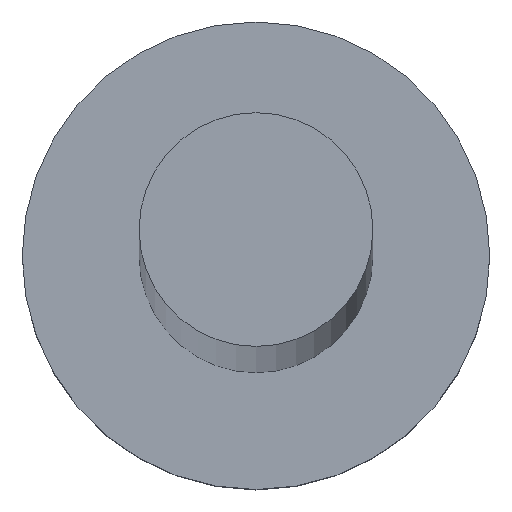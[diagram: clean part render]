
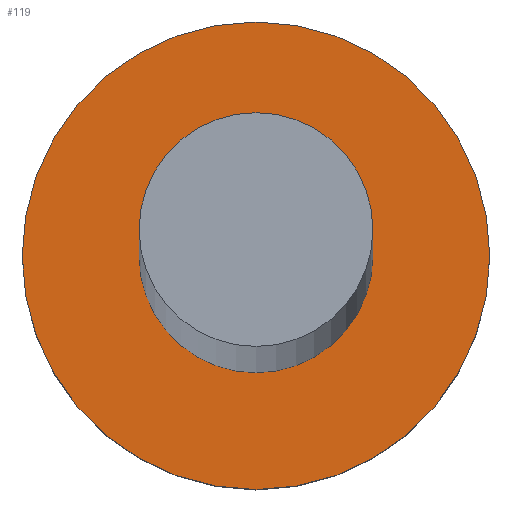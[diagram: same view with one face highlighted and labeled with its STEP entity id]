
A CAD part, top view. The second image highlights one B-rep face of the part: STEP entity #119.
In plain terms, the highlighted planar face has unit normal (0, 0, 1).
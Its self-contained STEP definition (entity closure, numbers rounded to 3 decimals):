
#11 = DIRECTION ( 'NONE',  ( 0., 0., 1. ) ) ;
#39 = CARTESIAN_POINT ( 'NONE',  ( 0., 0., 3. ) ) ;
#56 = CARTESIAN_POINT ( 'NONE',  ( 0., 0., 3. ) ) ;
#119 = ADVANCED_FACE ( 'NONE', ( #1439, #421 ), #294, .T. ) ;
#294 = PLANE ( 'NONE',  #1358 ) ;
#309 = DIRECTION ( 'NONE',  ( 1., 0., 0. ) ) ;
#365 = DIRECTION ( 'NONE',  ( 1., 0., 0. ) ) ;
#382 = EDGE_CURVE ( 'NONE', #714, #707, #415, .T. ) ;
#387 = AXIS2_PLACEMENT_3D ( 'NONE', #39, #1045, #712 ) ;
#415 = CIRCLE ( 'NONE', #684, 1.5 ) ;
#421 = FACE_OUTER_BOUND ( 'NONE', #1088, .T. ) ;
#498 = ORIENTED_EDGE ( 'NONE', *, *, #1254, .F. ) ;
#585 = DIRECTION ( 'NONE',  ( 1., 0., 0. ) ) ;
#611 = AXIS2_PLACEMENT_3D ( 'NONE', #767, #1022, #309 ) ;
#614 = ORIENTED_EDGE ( 'NONE', *, *, #682, .T. ) ;
#637 = CARTESIAN_POINT ( 'NONE',  ( 0., 0., 3. ) ) ;
#652 = CARTESIAN_POINT ( 'NONE',  ( 1.5, 0., 3. ) ) ;
#656 = DIRECTION ( 'NONE',  ( 1., 0., 0. ) ) ;
#682 = EDGE_CURVE ( 'NONE', #1099, #1040, #1207, .T. ) ;
#683 = CARTESIAN_POINT ( 'NONE',  ( -1.5, 0., 3. ) ) ;
#684 = AXIS2_PLACEMENT_3D ( 'NONE', #1268, #11, #585 ) ;
#691 = CIRCLE ( 'NONE', #1158, 3. ) ;
#707 = VERTEX_POINT ( 'NONE', #652 ) ;
#712 = DIRECTION ( 'NONE',  ( 1., 0., 0. ) ) ;
#714 = VERTEX_POINT ( 'NONE', #683 ) ;
#721 = ORIENTED_EDGE ( 'NONE', *, *, #1452, .T. ) ;
#755 = ORIENTED_EDGE ( 'NONE', *, *, #382, .F. ) ;
#767 = CARTESIAN_POINT ( 'NONE',  ( 0., 0., 3. ) ) ;
#841 = EDGE_LOOP ( 'NONE', ( #755, #498 ) ) ;
#850 = CARTESIAN_POINT ( 'NONE',  ( -3., 0., 3. ) ) ;
#1022 = DIRECTION ( 'NONE',  ( 0., 0., 1. ) ) ;
#1040 = VERTEX_POINT ( 'NONE', #1179 ) ;
#1045 = DIRECTION ( 'NONE',  ( 0., 0., 1. ) ) ;
#1062 = CIRCLE ( 'NONE', #387, 1.5 ) ;
#1088 = EDGE_LOOP ( 'NONE', ( #614, #721 ) ) ;
#1099 = VERTEX_POINT ( 'NONE', #850 ) ;
#1158 = AXIS2_PLACEMENT_3D ( 'NONE', #56, #1406, #365 ) ;
#1179 = CARTESIAN_POINT ( 'NONE',  ( 3., 0., 3. ) ) ;
#1207 = CIRCLE ( 'NONE', #611, 3. ) ;
#1254 = EDGE_CURVE ( 'NONE', #707, #714, #1062, .T. ) ;
#1268 = CARTESIAN_POINT ( 'NONE',  ( 0., 0., 3. ) ) ;
#1328 = DIRECTION ( 'NONE',  ( 0., 0., 1. ) ) ;
#1358 = AXIS2_PLACEMENT_3D ( 'NONE', #637, #1328, #656 ) ;
#1406 = DIRECTION ( 'NONE',  ( 0., 0., 1. ) ) ;
#1439 = FACE_BOUND ( 'NONE', #841, .T. ) ;
#1452 = EDGE_CURVE ( 'NONE', #1040, #1099, #691, .T. ) ;
